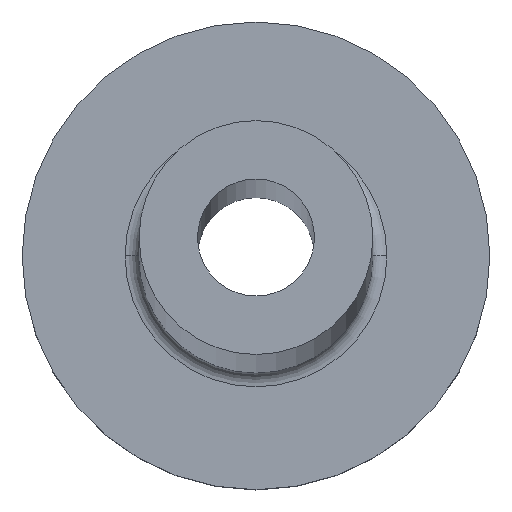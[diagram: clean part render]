
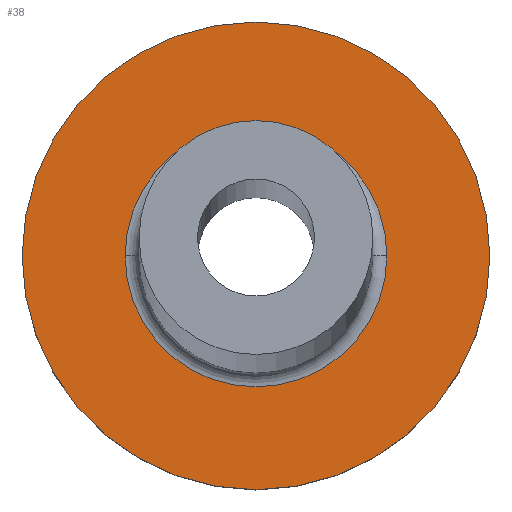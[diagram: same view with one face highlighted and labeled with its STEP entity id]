
A CAD part, top view. The second image highlights one B-rep face of the part: STEP entity #38.
In plain terms, the highlighted planar face has unit normal (0, 0, 1).
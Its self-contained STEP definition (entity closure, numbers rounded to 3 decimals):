
#16 = ORIENTED_EDGE ( 'NONE', *, *, #84, .T. ) ;
#26 = VERTEX_POINT ( 'NONE', #97 ) ;
#38 = ADVANCED_FACE ( 'NONE', ( #224, #251 ), #280, .T. ) ;
#43 = DIRECTION ( 'NONE',  ( 0., 0., -1. ) ) ;
#68 = AXIS2_PLACEMENT_3D ( 'NONE', #306, #43, #132 ) ;
#73 = CARTESIAN_POINT ( 'NONE',  ( 5., 0., 3. ) ) ;
#84 = EDGE_CURVE ( 'NONE', #179, #298, #361, .T. ) ;
#97 = CARTESIAN_POINT ( 'NONE',  ( 2.8, 0., 3. ) ) ;
#105 = CIRCLE ( 'NONE', #332, 2.8 ) ;
#106 = EDGE_CURVE ( 'NONE', #26, #123, #198, .T. ) ;
#118 = CARTESIAN_POINT ( 'NONE',  ( 0., 0., 3. ) ) ;
#123 = VERTEX_POINT ( 'NONE', #160 ) ;
#128 = CARTESIAN_POINT ( 'NONE',  ( 0., 0., 3. ) ) ;
#132 = DIRECTION ( 'NONE',  ( 1., 0., 0. ) ) ;
#135 = CARTESIAN_POINT ( 'NONE',  ( 0., 0., 3. ) ) ;
#138 = DIRECTION ( 'NONE',  ( 0., 0., -1. ) ) ;
#151 = EDGE_LOOP ( 'NONE', ( #313, #307 ) ) ;
#160 = CARTESIAN_POINT ( 'NONE',  ( -2.8, 0., 3. ) ) ;
#175 = CIRCLE ( 'NONE', #183, 5. ) ;
#179 = VERTEX_POINT ( 'NONE', #73 ) ;
#183 = AXIS2_PLACEMENT_3D ( 'NONE', #118, #327, #297 ) ;
#198 = CIRCLE ( 'NONE', #68, 2.8 ) ;
#220 = DIRECTION ( 'NONE',  ( 0., 0., 1. ) ) ;
#224 = FACE_BOUND ( 'NONE', #151, .T. ) ;
#225 = DIRECTION ( 'NONE',  ( 1., 0., 0. ) ) ;
#233 = ORIENTED_EDGE ( 'NONE', *, *, #374, .T. ) ;
#251 = FACE_OUTER_BOUND ( 'NONE', #302, .T. ) ;
#261 = CARTESIAN_POINT ( 'NONE',  ( 0., 0., 3. ) ) ;
#267 = EDGE_CURVE ( 'NONE', #123, #26, #105, .T. ) ;
#280 = PLANE ( 'NONE',  #314 ) ;
#297 = DIRECTION ( 'NONE',  ( 1., 0., 0. ) ) ;
#298 = VERTEX_POINT ( 'NONE', #372 ) ;
#302 = EDGE_LOOP ( 'NONE', ( #233, #16 ) ) ;
#306 = CARTESIAN_POINT ( 'NONE',  ( 0., 0., 3. ) ) ;
#307 = ORIENTED_EDGE ( 'NONE', *, *, #267, .T. ) ;
#313 = ORIENTED_EDGE ( 'NONE', *, *, #106, .T. ) ;
#314 = AXIS2_PLACEMENT_3D ( 'NONE', #128, #220, #225 ) ;
#325 = AXIS2_PLACEMENT_3D ( 'NONE', #135, #330, #365 ) ;
#327 = DIRECTION ( 'NONE',  ( 0., 0., 1. ) ) ;
#330 = DIRECTION ( 'NONE',  ( 0., 0., 1. ) ) ;
#332 = AXIS2_PLACEMENT_3D ( 'NONE', #261, #138, #377 ) ;
#361 = CIRCLE ( 'NONE', #325, 5. ) ;
#365 = DIRECTION ( 'NONE',  ( 1., 0., 0. ) ) ;
#372 = CARTESIAN_POINT ( 'NONE',  ( -5., 0., 3. ) ) ;
#374 = EDGE_CURVE ( 'NONE', #298, #179, #175, .T. ) ;
#377 = DIRECTION ( 'NONE',  ( 1., 0., 0. ) ) ;
